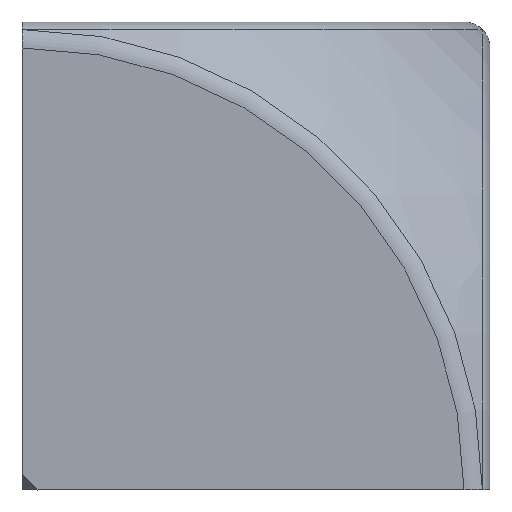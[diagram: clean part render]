
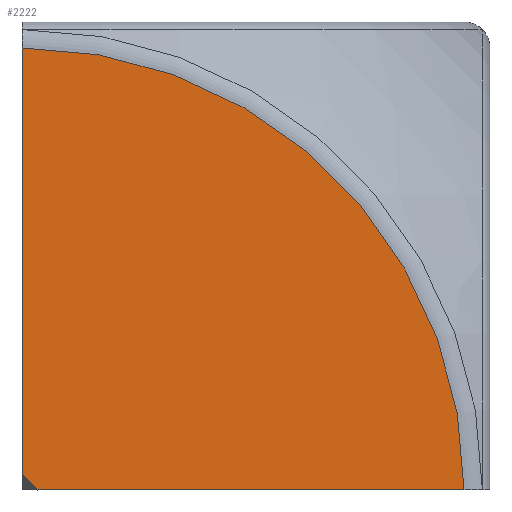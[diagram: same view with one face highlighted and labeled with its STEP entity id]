
A CAD part, left-side view. The second image highlights one B-rep face of the part: STEP entity #2222.
In plain terms, the highlighted planar face has unit normal (-1, 0, 0).
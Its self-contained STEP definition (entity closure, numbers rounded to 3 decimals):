
#25=PLANE('',#2460);
#224=LINE('',#4644,#332);
#225=LINE('',#4647,#333);
#226=LINE('',#4650,#334);
#332=VECTOR('',#2942,2.121);
#333=VECTOR('',#2945,41.);
#334=VECTOR('',#2948,41.);
#495=FACE_OUTER_BOUND('',#638,.T.);
#638=EDGE_LOOP('',(#1653,#1654,#1655,#1656));
#792=CIRCLE('',#2461,42.5);
#978=VERTEX_POINT('',#4640);
#979=VERTEX_POINT('',#4642);
#980=VERTEX_POINT('',#4646);
#981=VERTEX_POINT('',#4648);
#1217=EDGE_CURVE('',#978,#979,#224,.T.);
#1218=EDGE_CURVE('',#980,#979,#225,.T.);
#1219=EDGE_CURVE('',#981,#980,#792,.T.);
#1220=EDGE_CURVE('',#978,#981,#226,.T.);
#1653=ORIENTED_EDGE('',*,*,#1218,.F.);
#1654=ORIENTED_EDGE('',*,*,#1219,.F.);
#1655=ORIENTED_EDGE('',*,*,#1220,.F.);
#1656=ORIENTED_EDGE('',*,*,#1217,.T.);
#2222=ADVANCED_FACE('',(#495),#25,.F.);
#2460=AXIS2_PLACEMENT_3D('',#4645,#2943,#2944);
#2461=AXIS2_PLACEMENT_3D('',#4649,#2946,#2947);
#2942=DIRECTION('',(0.,-0.707,-0.707));
#2943=DIRECTION('center_axis',(1.,0.,0.));
#2944=DIRECTION('ref_axis',(0.,0.,
1.));
#2945=DIRECTION('',(0.,1.,0.));
#2946=DIRECTION('center_axis',(1.,0.,0.));
#2947=DIRECTION('ref_axis',(0.,-0.707,0.707));
#2948=DIRECTION('',(0.,0.,1.));
#4640=CARTESIAN_POINT('',(0.,45.,1.5));
#4642=CARTESIAN_POINT('',(0.,43.5,0.));
#4644=CARTESIAN_POINT('',(0.,34.935,-8.565));
#4645=CARTESIAN_POINT('Origin',(0.,11.265,-3.026));
#4646=CARTESIAN_POINT('',(0.,2.5,0.));
#4647=CARTESIAN_POINT('',(0.,4.636,0.));
#4648=CARTESIAN_POINT('',(0.,45.,42.5));
#4649=CARTESIAN_POINT('Origin',(0.,45.,0.));
#4650=CARTESIAN_POINT('',(0.,45.,-2.621));
